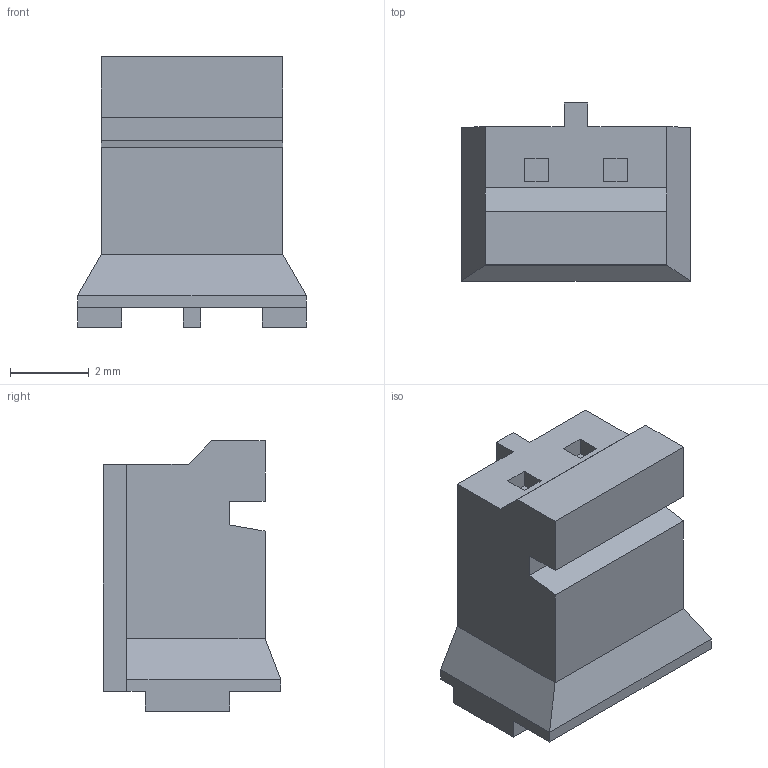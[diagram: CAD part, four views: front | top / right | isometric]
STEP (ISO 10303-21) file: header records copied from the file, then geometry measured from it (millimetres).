
FILE_DESCRIPTION(/* description */ (''),/* implementation_level */ '2;1');
FILE_NAME(/* name */ 'PHR-2.step',/* time_stamp */ '2016-08-29T16:20:58+09:00',/* author */ (''),/* organization */ (''),/* preprocessor_version */ 'ST-DEVELOPER v16.5',/* originating_system */ 'Autodesk Translation Framework v5.1.0.2740',/* authorisation */ '');
FILE_SCHEMA (('AUTOMOTIVE_DESIGN { 1 0 10303 214 3 1 1 }'));
Length unit declared in the file: centimetre
Products named in the file (1): PHR-2
Bounding box: 5.8 x 4.5 x 6.85 mm (x, y, z)
Volume: 102.9 mm3; surface area: 170.2 mm2
Topology: 1 solids, 1 shells, 52 faces, 132 edges, 84 vertices
Faces by surface type: plane 52
Entity records: 1551 total; most frequent: CARTESIAN_POINT 269, ORIENTED_EDGE 264, DIRECTION 238, LINE 132, VECTOR 132, EDGE_CURVE 132, VERTEX_POINT 84, EDGE_LOOP 54
